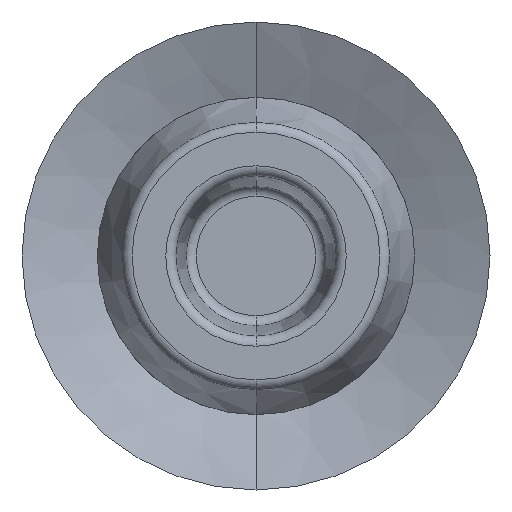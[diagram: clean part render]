
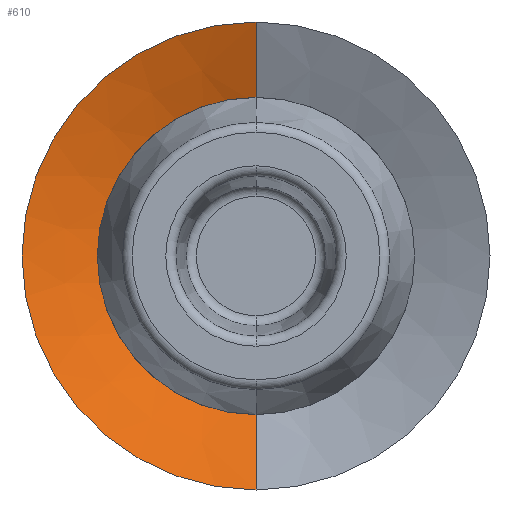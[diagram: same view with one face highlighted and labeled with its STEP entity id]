
A CAD part, front view. The second image highlights one B-rep face of the part: STEP entity #610.
In plain terms, the highlighted conical face has half-angle 68 degrees and reference radius 11.5 mm.
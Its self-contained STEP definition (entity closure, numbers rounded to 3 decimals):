
#181 = VERTEX_POINT ( 'NONE', #1085 ) ;
#182 = VERTEX_POINT ( 'NONE', #1083 ) ;
#183 = VERTEX_POINT ( 'NONE', #1080 ) ;
#184 = VERTEX_POINT ( 'NONE', #1076 ) ;
#234 = ORIENTED_EDGE ( 'NONE', *, *, #730, .F. ) ;
#236 = ORIENTED_EDGE ( 'NONE', *, *, #733, .T. ) ;
#237 = ORIENTED_EDGE ( 'NONE', *, *, #731, .F. ) ;
#238 = ORIENTED_EDGE ( 'NONE', *, *, #732, .T. ) ;
#314 = VECTOR ( 'NONE', #929, 1000. ) ;
#317 = AXIS2_PLACEMENT_3D ( 'NONE', #934, #933, #931 ) ;
#318 = CIRCLE ( 'NONE', #317, 7.5 ) ;
#319 = AXIS2_PLACEMENT_3D ( 'NONE', #937, #936, #935 ) ;
#320 = VECTOR ( 'NONE', #938, 1000. ) ;
#322 = CIRCLE ( 'NONE', #319, 11.5 ) ;
#376 = CONICAL_SURFACE ( 'NONE', #377, 11.5, 1.187 ) ;
#377 = AXIS2_PLACEMENT_3D ( 'NONE', #1018, #1016, #1015 ) ;
#414 = EDGE_LOOP ( 'NONE', ( #238, #236, #237, #234 ) ) ;
#610 = ADVANCED_FACE ( 'NONE', ( #700 ), #376, .F. ) ;
#670 = LINE ( 'NONE', #930, #314 ) ;
#671 = LINE ( 'NONE', #940, #320 ) ;
#700 = FACE_OUTER_BOUND ( 'NONE', #414, .T. ) ;
#730 = EDGE_CURVE ( 'NONE', #182, #183, #671, .T. ) ;
#731 = EDGE_CURVE ( 'NONE', #183, #184, #322, .T. ) ;
#732 = EDGE_CURVE ( 'NONE', #182, #181, #318, .T. ) ;
#733 = EDGE_CURVE ( 'NONE', #181, #184, #670, .T. ) ;
#929 = DIRECTION ( 'NONE',  ( 0., -0.375, 0.927 ) ) ;
#930 = CARTESIAN_POINT ( 'NONE',  ( 0., 0., 11.5 ) ) ;
#931 = DIRECTION ( 'NONE',  ( 0., 0., 1. ) ) ;
#933 = DIRECTION ( 'NONE',  ( 0., 1., 0. ) ) ;
#934 = CARTESIAN_POINT ( 'NONE',  ( 0., 1.616, 0. ) ) ;
#935 = DIRECTION ( 'NONE',  ( 0., 0., 1. ) ) ;
#936 = DIRECTION ( 'NONE',  ( 0., 1., 0. ) ) ;
#937 = CARTESIAN_POINT ( 'NONE',  ( 0., 0., 0. ) ) ;
#938 = DIRECTION ( 'NONE',  ( 0., -0.375, -0.927 ) ) ;
#940 = CARTESIAN_POINT ( 'NONE',  ( 0., 0., -11.5 ) ) ;
#1015 = DIRECTION ( 'NONE',  ( 0., 0., -1. ) ) ;
#1016 = DIRECTION ( 'NONE',  ( 0., -1., 0. ) ) ;
#1018 = CARTESIAN_POINT ( 'NONE',  ( 0., 0., 0. ) ) ;
#1076 = CARTESIAN_POINT ( 'NONE',  ( 0., 0., 11.5 ) ) ;
#1080 = CARTESIAN_POINT ( 'NONE',  ( 0., 0., -11.5 ) ) ;
#1083 = CARTESIAN_POINT ( 'NONE',  ( 0., 1.616, -7.5 ) ) ;
#1085 = CARTESIAN_POINT ( 'NONE',  ( 0., 1.616, 7.5 ) ) ;
